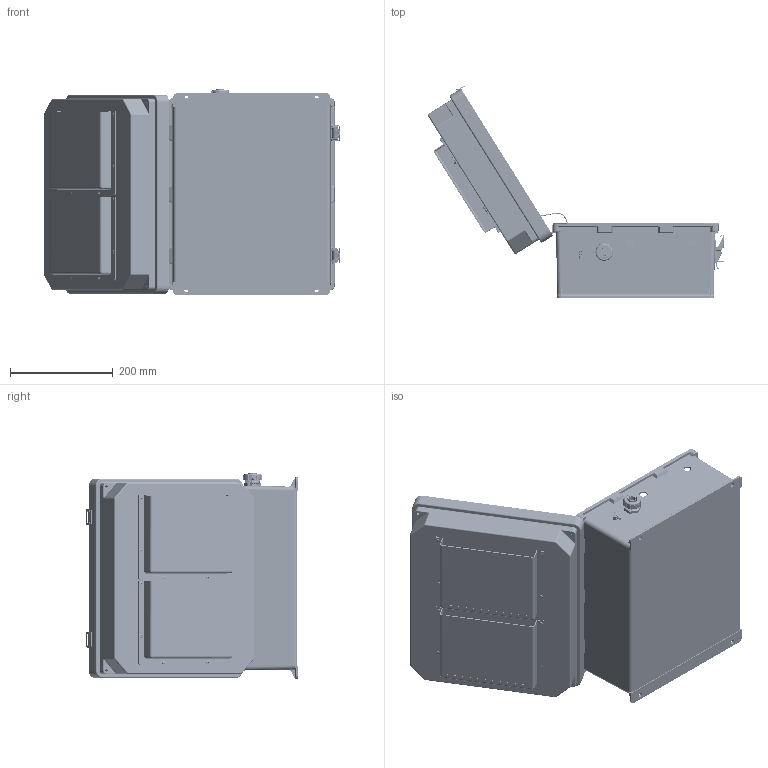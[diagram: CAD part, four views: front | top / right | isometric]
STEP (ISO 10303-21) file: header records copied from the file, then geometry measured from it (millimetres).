
FILE_DESCRIPTION (( 'STEP AP214' ), '1' );
FILE_NAME ('NB141207-50F_3D.step', '2025-10-28T17:13:39', ( '' ), ( '' ), 'SwSTEP 2.0', 'SolidWorks 2025', '' );
FILE_SCHEMA (( 'AUTOMOTIVE_DESIGN' ));
Length unit declared in the file: inch
Products named in the file (28): NB141207-Lid-Vented; XFN-0003; XC-0003; NB141207-Box; XFW-0002; NB141207-DoorClasp-2; XCT-0005; XM220-01-UL; XCTB-0002; XFS-0026; XFS-0023_92470A148; XF451-01; NEMA 14-400 GroundWire; XF797-02; 10-32 NEMA PLATE SCREW; XMH-0002; XCT-0011; NB141207-Hinge; XFN-0013; XFS-0017; XFR-0005; XFS-0024_90184A168; NB141207-50F_3D; XFN-0002; XCT-0010; FanWire-14-40F; Fan Screen-120x120 ALUM; NB141207-DoorClasp-1
Assembly tree (63 placements, depth 2):
  NB141207-50F_3D
    NB141207-Box
    NB141207-Hinge  x2
    NB141207-Lid-Vented
    NB141207-DoorClasp-1  x2
    NB141207-DoorClasp-2  x2
    XC-0003
    XFS-0026
    XCT-0005
    XFN-0003  x2
    XFW-0002
    XF451-01
    XCT-0010
    XCT-0011
    XCTB-0002
    XFN-0013  x2
    10-32 NEMA PLATE SCREW  x4
    XFS-0017  x3
    XF797-02
    NEMA 14-400 GroundWire
    XM220-01-UL  x2
    XFN-0002  x8
    Fan Screen-120x120 ALUM  x2
    XMH-0002
    FanWire-14-40F
    XFR-0005  x12
    XFS-0024_90184A168  x4
    XFS-0023_92470A148  x4
Bounding box: 578.07 x 413.05 x 402.37 mm (x, y, z)
Volume: 2525674.2 mm3; surface area: 1664929 mm2
Topology: 70 solids, 71 shells, 6929 faces, 18712 edges, 11931 vertices
Faces by surface type: cylinder 3429, plane 1685, cone 801, bspline 590, torus 380, sphere 44
Entity records: 153347 total; most frequent: CARTESIAN_POINT 54219, ORIENTED_EDGE 21222, DIRECTION 19846, EDGE_CURVE 10611, AXIS2_PLACEMENT_3D 7537, VERTEX_POINT 6698, EDGE_LOOP 4905, VECTOR 4772
